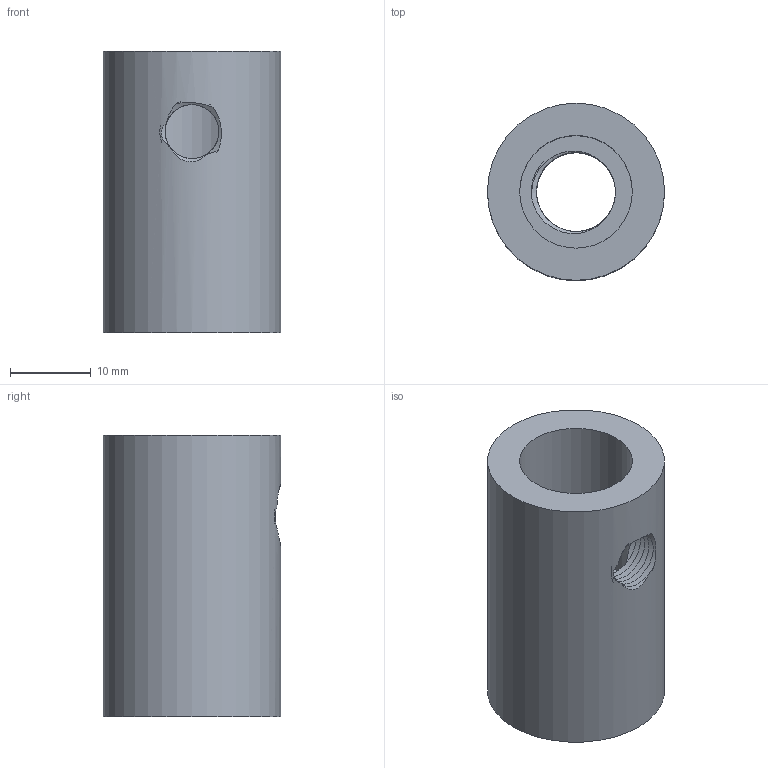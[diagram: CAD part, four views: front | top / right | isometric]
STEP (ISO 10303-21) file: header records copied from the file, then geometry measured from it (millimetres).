
FILE_DESCRIPTION(/* description */ (''),/* implementation_level */ '2;1');
FILE_NAME(/* name */ 'Adapter.stp',/* time_stamp */ '2014-12-01T15:22:54+01:00',/* author */ ('sh'),/* organization */ (''),/* preprocessor_version */ 'ST-DEVELOPER v15.2',/* originating_system */ 'Autodesk Inventor 2014',/* authorisation */ '');
FILE_SCHEMA (('AUTOMOTIVE_DESIGN { 1 0 10303 214 3 1 1 }'));
Length unit declared in the file: millimetre
Products named in the file (1): Brass UNS-C36000
Bounding box: 22 x 22 x 35 mm (x, y, z)
Volume: 8801.3 mm3; surface area: 4858 mm2
Topology: 1 solids, 1 shells, 15 faces, 36 edges, 24 vertices
Faces by surface type: bspline 9, plane 3, cylinder 3
Full cylindrical faces by diameter (mm): 14 x1, 22 x1
Entity records: 3858 total; most frequent: CARTESIAN_POINT 3560, ORIENTED_EDGE 68, EDGE_CURVE 34, B_SPLINE_CURVE_WITH_KNOTS 28, DIRECTION 26, VERTEX_POINT 24, EDGE_LOOP 22, ADVANCED_FACE 15
